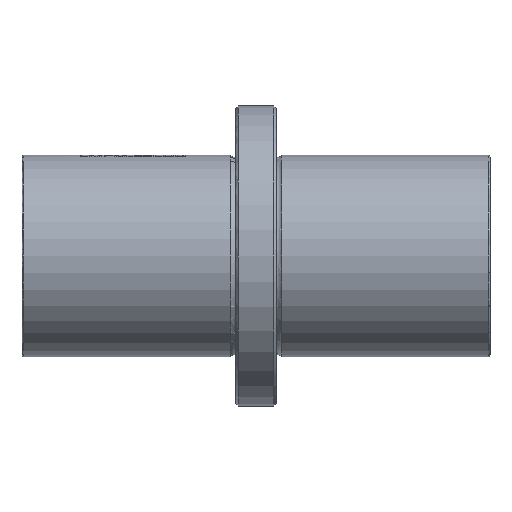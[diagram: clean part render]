
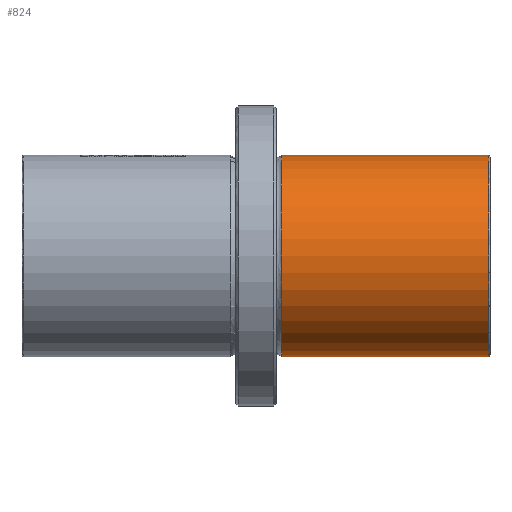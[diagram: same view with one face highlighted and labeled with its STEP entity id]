
A CAD part, front view. The second image highlights one B-rep face of the part: STEP entity #824.
In plain terms, the highlighted cylindrical face has radius 45 mm (diameter 90 mm), a full revolution.
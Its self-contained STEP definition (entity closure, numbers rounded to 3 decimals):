
#824=ADVANCED_FACE('',(#1308,#1309),#1200,.T.);
#1200=CYLINDRICAL_SURFACE('',#7233,45.);
#1308=FACE_BOUND('',#1436,.T.);
#1309=FACE_BOUND('',#1437,.T.);
#1436=EDGE_LOOP('',(#2777,#2778));
#1437=EDGE_LOOP('',(#2779,#2780));
#2369=CIRCLE('',#7223,45.);
#2370=CIRCLE('',#7224,45.);
#2371=CIRCLE('',#7231,45.);
#2372=CIRCLE('',#7232,45.);
#2777=ORIENTED_EDGE('',*,*,#5389,.F.);
#2778=ORIENTED_EDGE('',*,*,#5390,.F.);
#2779=ORIENTED_EDGE('',*,*,#5378,.T.);
#2780=ORIENTED_EDGE('',*,*,#5377,.T.);
#4697=VERTEX_POINT('',#10956);
#4698=VERTEX_POINT('',#10957);
#4709=VERTEX_POINT('',#11092);
#4710=VERTEX_POINT('',#11093);
#5377=EDGE_CURVE('',#4697,#4698,#2369,.T.);
#5378=EDGE_CURVE('',#4698,#4697,#2370,.T.);
#5389=EDGE_CURVE('',#4709,#4710,#2371,.T.);
#5390=EDGE_CURVE('',#4710,#4709,#2372,.T.);
#7223=AXIS2_PLACEMENT_3D('',#10955,#7821,#7822);
#7224=AXIS2_PLACEMENT_3D('',#10958,#7823,#7824);
#7231=AXIS2_PLACEMENT_3D('',#11091,#7837,#7838);
#7232=AXIS2_PLACEMENT_3D('',#11094,#7839,#7840);
#7233=AXIS2_PLACEMENT_3D('',#11095,#7841,#7842);
#7821=DIRECTION('',(-1.,0.,0.));
#7822=DIRECTION('',(0.,0.,1.));
#7823=DIRECTION('',(-1.,0.,0.));
#7824=DIRECTION('',(0.,0.,1.));
#7837=DIRECTION('',(-1.,0.,0.));
#7838=DIRECTION('',(0.,0.,1.));
#7839=DIRECTION('',(-1.,0.,0.));
#7840=DIRECTION('',(0.,0.,1.));
#7841=DIRECTION('',(1.,0.,0.));
#7842=DIRECTION('',(0.,0.,-1.));
#10955=CARTESIAN_POINT('',(113.027,0.,0.));
#10956=CARTESIAN_POINT('',(113.027,0.,45.));
#10957=CARTESIAN_POINT('',(113.027,0.,-45.));
#10958=CARTESIAN_POINT('',(113.027,0.,0.));
#11091=CARTESIAN_POINT('',(20.546,0.,0.));
#11092=CARTESIAN_POINT('',(20.546,0.,45.));
#11093=CARTESIAN_POINT('',(20.546,0.,-45.));
#11094=CARTESIAN_POINT('',(20.546,0.,0.));
#11095=CARTESIAN_POINT('',(20.546,0.,0.));
